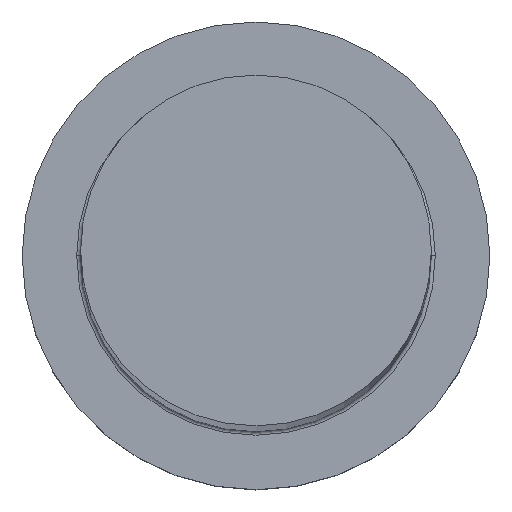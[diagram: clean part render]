
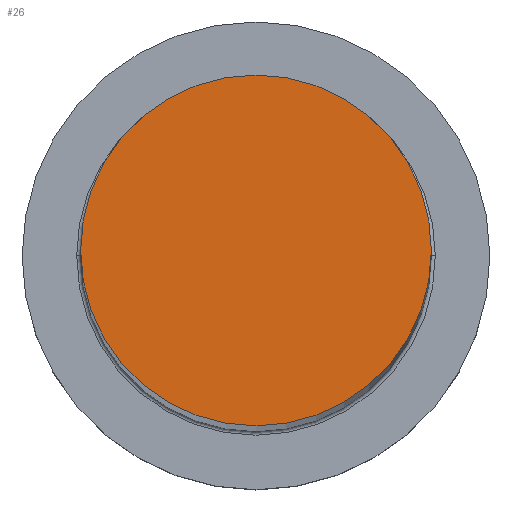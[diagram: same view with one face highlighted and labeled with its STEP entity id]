
A CAD part, top view. The second image highlights one B-rep face of the part: STEP entity #26.
In plain terms, the highlighted planar face has unit normal (0, 0, 1).
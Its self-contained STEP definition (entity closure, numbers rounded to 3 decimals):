
#22 = EDGE_CURVE ( 'NONE', #78, #286, #236, .T. ) ;
#26 = ADVANCED_FACE ( 'NONE', ( #262 ), #224, .T. ) ;
#31 = DIRECTION ( 'NONE',  ( 1., 0., 0. ) ) ;
#35 = CARTESIAN_POINT ( 'NONE',  ( 0., 0., 167. ) ) ;
#38 = CARTESIAN_POINT ( 'NONE',  ( 0., 0., 167. ) ) ;
#78 = VERTEX_POINT ( 'NONE', #208 ) ;
#84 = ORIENTED_EDGE ( 'NONE', *, *, #22, .T. ) ;
#87 = DIRECTION ( 'NONE',  ( 0., 0., 1. ) ) ;
#89 = CARTESIAN_POINT ( 'NONE',  ( 0., 0., 167. ) ) ;
#102 = ORIENTED_EDGE ( 'NONE', *, *, #223, .T. ) ;
#103 = DIRECTION ( 'NONE',  ( 1., 0., 0. ) ) ;
#133 = AXIS2_PLACEMENT_3D ( 'NONE', #38, #202, #31 ) ;
#178 = AXIS2_PLACEMENT_3D ( 'NONE', #35, #266, #103 ) ;
#199 = EDGE_LOOP ( 'NONE', ( #84, #102 ) ) ;
#202 = DIRECTION ( 'NONE',  ( 0., 0., 1. ) ) ;
#206 = AXIS2_PLACEMENT_3D ( 'NONE', #89, #87, #271 ) ;
#208 = CARTESIAN_POINT ( 'NONE',  ( -9., 0., 167. ) ) ;
#223 = EDGE_CURVE ( 'NONE', #286, #78, #278, .T. ) ;
#224 = PLANE ( 'NONE',  #133 ) ;
#236 = CIRCLE ( 'NONE', #178, 9. ) ;
#237 = CARTESIAN_POINT ( 'NONE',  ( 9., 0., 167. ) ) ;
#262 = FACE_OUTER_BOUND ( 'NONE', #199, .T. ) ;
#266 = DIRECTION ( 'NONE',  ( 0., 0., 1. ) ) ;
#271 = DIRECTION ( 'NONE',  ( 1., 0., 0. ) ) ;
#278 = CIRCLE ( 'NONE', #206, 9. ) ;
#286 = VERTEX_POINT ( 'NONE', #237 ) ;
